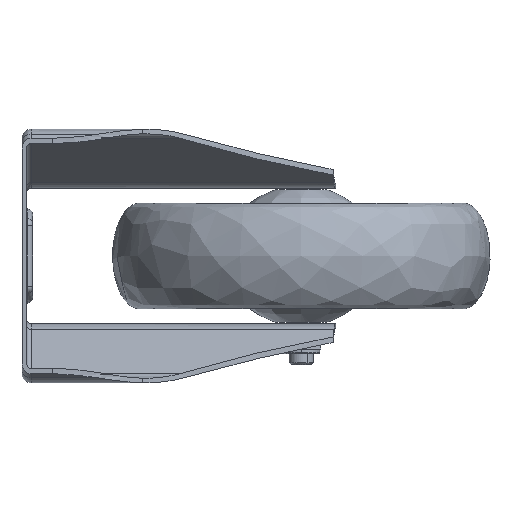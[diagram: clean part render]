
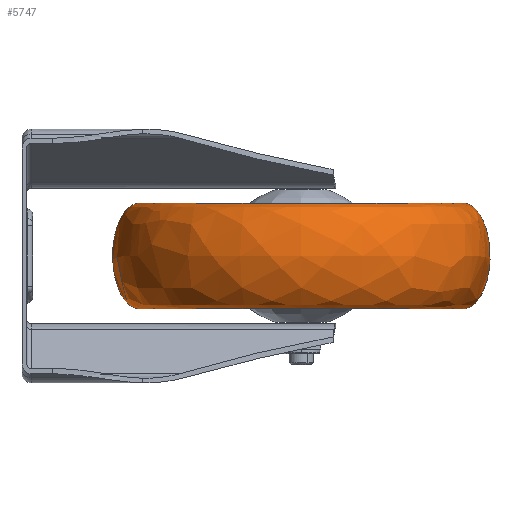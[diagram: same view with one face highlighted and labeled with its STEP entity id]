
A CAD part, left-side view. The second image highlights one B-rep face of the part: STEP entity #5747.
In plain terms, the highlighted free-form (B-spline) face has degree [3, 3] with [4, 4] control points.
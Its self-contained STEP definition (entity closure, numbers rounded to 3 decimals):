
#13 = CARTESIAN_POINT ( 'NONE',  ( -107., -39., -17.5 ) ) ;
#299 = EDGE_CURVE ( 'NONE', #6362, #13273, #11620, .T. ) ;
#514 = CARTESIAN_POINT ( 'NONE',  ( 0., -146., 17.5 ) ) ;
#701 = ORIENTED_EDGE ( 'NONE', *, *, #299, .T. ) ;
#932 = ORIENTED_EDGE ( 'NONE', *, *, #10989, .F. ) ;
#1290 = CARTESIAN_POINT ( 'NONE',  ( 0., -21., -17.5 ) ) ;
#1815 = CARTESIAN_POINT ( 'NONE',  ( 0., -146., 17.5 ) ) ;
#1945 = CARTESIAN_POINT ( 'NONE',  ( 0., -146., -17.5 ) ) ;
#2380 =( BOUNDED_CURVE ( )  B_SPLINE_CURVE ( 3, ( #12318, #13813, #10072, #514 ),
 .UNSPECIFIED., .F., .F. ) 
 B_SPLINE_CURVE_WITH_KNOTS ( ( 4, 4 ),
 ( 3.142, 6.283 ),
 .UNSPECIFIED. ) 
 CURVE ( )  GEOMETRIC_REPRESENTATION_ITEM ( )  RATIONAL_B_SPLINE_CURVE ( ( 1., 0.333, 0.333, 1. ) ) 
 REPRESENTATION_ITEM ( '' )  );
#2485 = CARTESIAN_POINT ( 'NONE',  ( -143., -164., -17.5 ) ) ;
#2625 = CARTESIAN_POINT ( 'NONE',  ( -143., -164., 17.5 ) ) ;
#3420 = DIRECTION ( 'NONE',  ( 0., 0., 1. ) ) ;
#3808 = CARTESIAN_POINT ( 'NONE',  ( 0., -164., -17.5 ) ) ;
#4214 = AXIS2_PLACEMENT_3D ( 'NONE', #5559, #3420, #6794 ) ;
#4342 = CARTESIAN_POINT ( 'NONE',  ( 0., -39., -17.5 ) ) ;
#5559 = CARTESIAN_POINT ( 'NONE',  ( 0., -92.5, -17.5 ) ) ;
#5695 = DIRECTION ( 'NONE',  ( 0., 0., 1. ) ) ;
#5747 = ADVANCED_FACE ( 'NONE', ( #13387 ), #13748, .F. ) ;
#6308 = CARTESIAN_POINT ( 'NONE',  ( -107., -39., 17.5 ) ) ;
#6362 = VERTEX_POINT ( 'NONE', #4342 ) ;
#6380 = CARTESIAN_POINT ( 'NONE',  ( 0., -164., 17.5 ) ) ;
#6424 = ORIENTED_EDGE ( 'NONE', *, *, #7502, .T. ) ;
#6794 = DIRECTION ( 'NONE',  ( 0., 1., 0. ) ) ;
#6840 = ORIENTED_EDGE ( 'NONE', *, *, #9905, .F. ) ;
#7074 = EDGE_LOOP ( 'NONE', ( #701, #6424, #6840, #932 ) ) ;
#7090 = AXIS2_PLACEMENT_3D ( 'NONE', #11653, #5695, #8313 ) ;
#7173 =( BOUNDED_CURVE ( )  B_SPLINE_CURVE ( 3, ( #9563, #14718, #14485, #11078 ),
 .UNSPECIFIED., .F., .F. ) 
 B_SPLINE_CURVE_WITH_KNOTS ( ( 4, 4 ),
 ( 3.142, 6.283 ),
 .UNSPECIFIED. ) 
 CURVE ( )  GEOMETRIC_REPRESENTATION_ITEM ( )  RATIONAL_B_SPLINE_CURVE ( ( 1., 0.333, 0.333, 1. ) ) 
 REPRESENTATION_ITEM ( '' )  );
#7502 = EDGE_CURVE ( 'NONE', #13273, #11715, #2380, .T. ) ;
#8251 = CARTESIAN_POINT ( 'NONE',  ( 0., -39., 17.5 ) ) ;
#8313 = DIRECTION ( 'NONE',  ( 0., 1., 0. ) ) ;
#8778 = CARTESIAN_POINT ( 'NONE',  ( -107., -146., 17.5 ) ) ;
#9563 = CARTESIAN_POINT ( 'NONE',  ( 0., -39., -17.5 ) ) ;
#9715 = CARTESIAN_POINT ( 'NONE',  ( -143., -21., 17.5 ) ) ;
#9905 = EDGE_CURVE ( 'NONE', #12135, #11715, #13932, .T. ) ;
#10072 = CARTESIAN_POINT ( 'NONE',  ( 0., -164., 17.5 ) ) ;
#10920 = CARTESIAN_POINT ( 'NONE',  ( 0., -146., 17.5 ) ) ;
#10989 = EDGE_CURVE ( 'NONE', #6362, #12135, #7173, .T. ) ;
#11078 = CARTESIAN_POINT ( 'NONE',  ( 0., -39., 17.5 ) ) ;
#11086 = CARTESIAN_POINT ( 'NONE',  ( 0., -146., -17.5 ) ) ;
#11620 = CIRCLE ( 'NONE', #4214, 53.5 ) ;
#11653 = CARTESIAN_POINT ( 'NONE',  ( 0., -92.5, 17.5 ) ) ;
#11715 = VERTEX_POINT ( 'NONE', #1815 ) ;
#12135 = VERTEX_POINT ( 'NONE', #8251 ) ;
#12204 = CARTESIAN_POINT ( 'NONE',  ( 0., -39., -17.5 ) ) ;
#12318 = CARTESIAN_POINT ( 'NONE',  ( 0., -146., -17.5 ) ) ;
#13273 = VERTEX_POINT ( 'NONE', #1945 ) ;
#13387 = FACE_OUTER_BOUND ( 'NONE', #7074, .T. ) ;
#13455 = CARTESIAN_POINT ( 'NONE',  ( 0., -39., 17.5 ) ) ;
#13535 = CARTESIAN_POINT ( 'NONE',  ( 0., -21., 17.5 ) ) ;
#13748 =( BOUNDED_SURFACE ( )  B_SPLINE_SURFACE ( 3, 3, ( 
 ( #12204, #13, #14498, #11086 ),
 ( #1290, #14803, #2485, #3808 ),
 ( #13535, #9715, #2625, #6380 ),
 ( #13455, #6308, #8778, #10920 ) ),
 .UNSPECIFIED., .F., .F., .F. ) 
 B_SPLINE_SURFACE_WITH_KNOTS ( ( 4, 4 ),
 ( 4, 4 ),
 ( 0., 1. ),
 ( 0., 1. ),
 .UNSPECIFIED. ) 
 GEOMETRIC_REPRESENTATION_ITEM ( )  RATIONAL_B_SPLINE_SURFACE ( (
 ( 1., 0.333, 0.333, 1.),
 ( 0.333, 0.111, 0.111, 0.333),
 ( 0.333, 0.111, 0.111, 0.333),
 ( 1., 0.333, 0.333, 1.) ) ) 
 REPRESENTATION_ITEM ( '' )  SURFACE ( )  );
#13813 = CARTESIAN_POINT ( 'NONE',  ( 0., -164., -17.5 ) ) ;
#13932 = CIRCLE ( 'NONE', #7090, 53.5 ) ;
#14485 = CARTESIAN_POINT ( 'NONE',  ( 0., -21., 17.5 ) ) ;
#14498 = CARTESIAN_POINT ( 'NONE',  ( -107., -146., -17.5 ) ) ;
#14718 = CARTESIAN_POINT ( 'NONE',  ( 0., -21., -17.5 ) ) ;
#14803 = CARTESIAN_POINT ( 'NONE',  ( -143., -21., -17.5 ) ) ;
